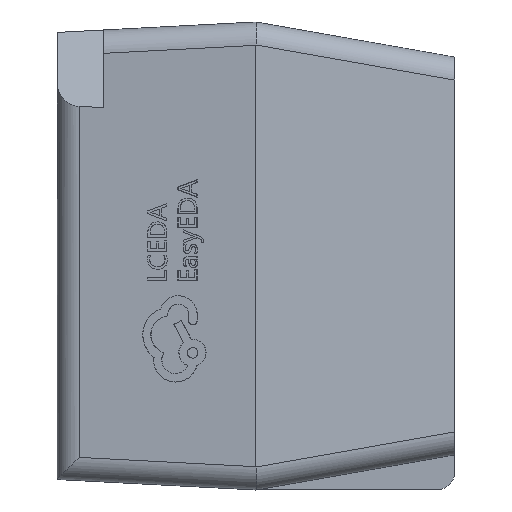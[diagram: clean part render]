
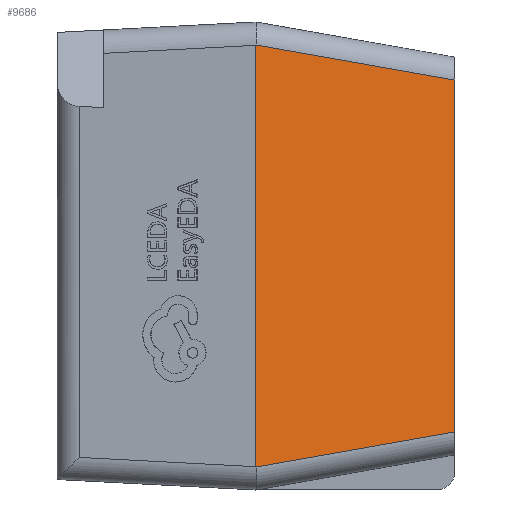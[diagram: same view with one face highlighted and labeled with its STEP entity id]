
A CAD part, left-side view. The second image highlights one B-rep face of the part: STEP entity #9686.
In plain terms, the highlighted planar face has unit normal (-0.985, -0.174, 0).
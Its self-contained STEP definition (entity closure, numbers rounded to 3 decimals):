
#136 = ORIENTED_EDGE ( 'NONE', *, *, #15358, .T. ) ;
#706 = CARTESIAN_POINT ( 'NONE',  ( -3.98, -1.7, -0.55 ) ) ;
#758 = ORIENTED_EDGE ( 'NONE', *, *, #7436, .F. ) ;
#901 = EDGE_CURVE ( 'NONE', #12477, #4054, #7492, .T. ) ;
#1161 = AXIS2_PLACEMENT_3D ( 'NONE', #1237, #9695, #9611 ) ;
#1237 = CARTESIAN_POINT ( 'NONE',  ( -4.13, -0.85, -1.55 ) ) ;
#1344 = EDGE_CURVE ( 'NONE', #4054, #7566, #8430, .T. ) ;
#1531 = ORIENTED_EDGE ( 'NONE', *, *, #14392, .T. ) ;
#1811 = VERTEX_POINT ( 'NONE', #13740 ) ;
#2019 = CARTESIAN_POINT ( 'NONE',  ( -4.13, -0.85, 0.352 ) ) ;
#2086 = VERTEX_POINT ( 'NONE', #12692 ) ;
#2805 = DIRECTION ( 'NONE',  ( 0., 0., 1. ) ) ;
#2996 = CARTESIAN_POINT ( 'NONE',  ( -4.074, -1.166, 0.296 ) ) ;
#3751 = VECTOR ( 'NONE', #2805, 1000. ) ;
#3901 = VECTOR ( 'NONE', #13879, 1000. ) ;
#4054 = VERTEX_POINT ( 'NONE', #4106 ) ;
#4106 = CARTESIAN_POINT ( 'NONE',  ( -4.13, -0.85, -1.452 ) ) ;
#4183 = EDGE_CURVE ( 'NONE', #7566, #12947, #8071, .T. ) ;
#4216 = CARTESIAN_POINT ( 'NONE',  ( -4.13, -0.85, -1.45 ) ) ;
#4893 = LINE ( 'NONE', #14469, #3751 ) ;
#5163 = ORIENTED_EDGE ( 'NONE', *, *, #1344, .T. ) ;
#5213 =( BOUNDED_CURVE ( )  B_SPLINE_CURVE ( 3, ( #2019, #13785, #14695, #7464 ),
 .UNSPECIFIED., .F., .T. ) 
 B_SPLINE_CURVE_WITH_KNOTS ( ( 4, 4 ),
 ( 3.116, 3.13 ),
 .UNSPECIFIED. ) 
 CURVE ( )  GEOMETRIC_REPRESENTATION_ITEM ( )  RATIONAL_B_SPLINE_CURVE ( ( 1., 1., 1., 1. ) ) 
 REPRESENTATION_ITEM ( '' )  );
#5442 = CARTESIAN_POINT ( 'NONE',  ( -4.13, -0.85, -1.451 ) ) ;
#5869 = CARTESIAN_POINT ( 'NONE',  ( -4.133, -0.834, -1.454 ) ) ;
#6615 = ORIENTED_EDGE ( 'NONE', *, *, #901, .T. ) ;
#7436 = EDGE_CURVE ( 'NONE', #12477, #2086, #4893, .T. ) ;
#7464 = CARTESIAN_POINT ( 'NONE',  ( -4.13, -0.85, 0.35 ) ) ;
#7492 =( BOUNDED_CURVE ( )  B_SPLINE_CURVE ( 3, ( #12572, #9003, #5442, #14924 ),
 .UNSPECIFIED., .F., .T. ) 
 B_SPLINE_CURVE_WITH_KNOTS ( ( 4, 4 ),
 ( 3.154, 3.167 ),
 .UNSPECIFIED. ) 
 CURVE ( )  GEOMETRIC_REPRESENTATION_ITEM ( )  RATIONAL_B_SPLINE_CURVE ( ( 1., 1., 1., 1. ) ) 
 REPRESENTATION_ITEM ( '' )  );
#7566 = VERTEX_POINT ( 'NONE', #15373 ) ;
#8071 = LINE ( 'NONE', #706, #14103 ) ;
#8205 = DIRECTION ( 'NONE',  ( 0.171, -0.97, 0.171 ) ) ;
#8430 = LINE ( 'NONE', #5869, #15507 ) ;
#8961 = CARTESIAN_POINT ( 'NONE',  ( -3.98, -1.7, 0.202 ) ) ;
#9003 = CARTESIAN_POINT ( 'NONE',  ( -4.13, -0.85, -1.451 ) ) ;
#9049 = LINE ( 'NONE', #2996, #3901 ) ;
#9160 = DIRECTION ( 'NONE',  ( 0., 0., 1. ) ) ;
#9611 = DIRECTION ( 'NONE',  ( 0.174, -0.985, 0. ) ) ;
#9686 = ADVANCED_FACE ( 'NONE', ( #10741 ), #13168, .T. ) ;
#9695 = DIRECTION ( 'NONE',  ( -0.985, -0.174, 0. ) ) ;
#10741 = FACE_OUTER_BOUND ( 'NONE', #11772, .T. ) ;
#11263 = ORIENTED_EDGE ( 'NONE', *, *, #4183, .T. ) ;
#11772 = EDGE_LOOP ( 'NONE', ( #11263, #1531, #136, #758, #6615, #5163 ) ) ;
#12477 = VERTEX_POINT ( 'NONE', #4216 ) ;
#12572 = CARTESIAN_POINT ( 'NONE',  ( -4.13, -0.85, -1.45 ) ) ;
#12692 = CARTESIAN_POINT ( 'NONE',  ( -4.13, -0.85, 0.35 ) ) ;
#12947 = VERTEX_POINT ( 'NONE', #8961 ) ;
#13168 = PLANE ( 'NONE',  #1161 ) ;
#13740 = CARTESIAN_POINT ( 'NONE',  ( -4.13, -0.85, 0.352 ) ) ;
#13785 = CARTESIAN_POINT ( 'NONE',  ( -4.13, -0.85, 0.351 ) ) ;
#13879 = DIRECTION ( 'NONE',  ( -0.171, 0.97, 0.171 ) ) ;
#14103 = VECTOR ( 'NONE', #9160, 1000. ) ;
#14392 = EDGE_CURVE ( 'NONE', #12947, #1811, #9049, .T. ) ;
#14469 = CARTESIAN_POINT ( 'NONE',  ( -4.13, -0.85, -1.55 ) ) ;
#14695 = CARTESIAN_POINT ( 'NONE',  ( -4.13, -0.85, 0.351 ) ) ;
#14924 = CARTESIAN_POINT ( 'NONE',  ( -4.13, -0.85, -1.452 ) ) ;
#15358 = EDGE_CURVE ( 'NONE', #1811, #2086, #5213, .T. ) ;
#15373 = CARTESIAN_POINT ( 'NONE',  ( -3.98, -1.7, -1.302 ) ) ;
#15507 = VECTOR ( 'NONE', #8205, 1000. ) ;
